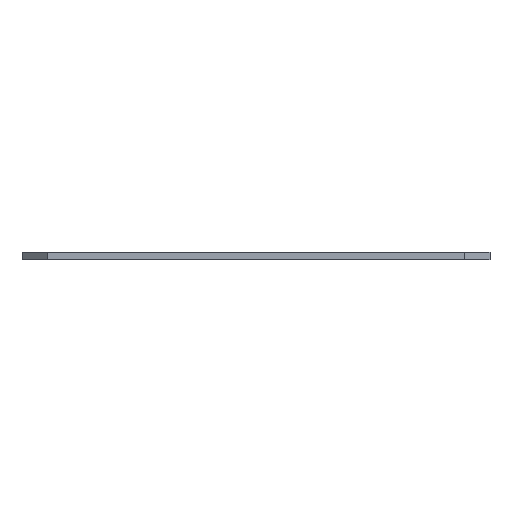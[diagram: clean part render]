
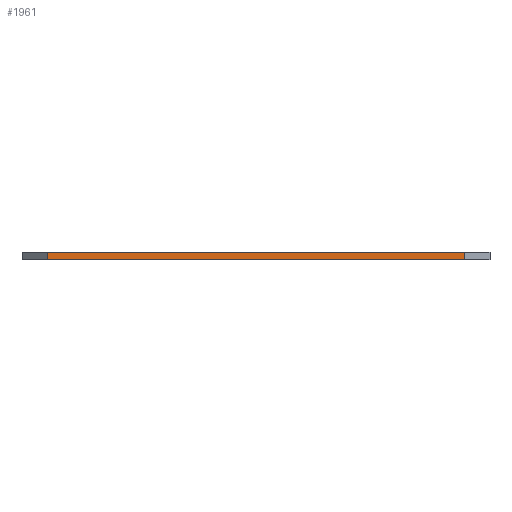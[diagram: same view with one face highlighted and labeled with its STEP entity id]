
A CAD part, left-side view. The second image highlights one B-rep face of the part: STEP entity #1961.
In plain terms, the highlighted planar face has unit normal (-1, 0, 0).
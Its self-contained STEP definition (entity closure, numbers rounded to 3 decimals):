
#131=PLANE('',#2231);
#210=FACE_OUTER_BOUND('',#389,.T.);
#389=EDGE_LOOP('',(#1815,#1816,#1817,#1818));
#407=LINE('',#2888,#516);
#420=LINE('',#3037,#529);
#498=LINE('',#3403,#607);
#499=LINE('',#3405,#608);
#516=VECTOR('',#2269,10.);
#529=VECTOR('',#2412,10.);
#607=VECTOR('',#2838,10.);
#608=VECTOR('',#2841,10.);
#791=VERTEX_POINT('',#2874);
#797=VERTEX_POINT('',#2886);
#867=VERTEX_POINT('',#3034);
#868=VERTEX_POINT('',#3036);
#1003=EDGE_CURVE('',#791,#797,#407,.T.);
#1077=EDGE_CURVE('',#867,#868,#420,.T.);
#1261=EDGE_CURVE('',#797,#868,#498,.T.);
#1262=EDGE_CURVE('',#791,#867,#499,.T.);
#1815=ORIENTED_EDGE('',*,*,#1003,.T.);
#1816=ORIENTED_EDGE('',*,*,#1261,.T.);
#1817=ORIENTED_EDGE('',*,*,#1077,.F.);
#1818=ORIENTED_EDGE('',*,*,#1262,.F.);
#1961=ADVANCED_FACE('',(#210),#131,.T.);
#2231=AXIS2_PLACEMENT_3D('',#3404,#2839,#2840);
#2269=DIRECTION('',(0.,-1.,0.));
#2412=DIRECTION('',(0.,-1.,0.));
#2838=DIRECTION('',(0.,0.,1.));
#2839=DIRECTION('center_axis',(-1.,0.,0.));
#2840=DIRECTION('ref_axis',(0.,-1.,0.));
#2841=DIRECTION('',(0.,0.,1.));
#2874=CARTESIAN_POINT('',(-135.896,203.932,8.5));
#2886=CARTESIAN_POINT('',(-135.896,-127.86,8.5));
#2888=CARTESIAN_POINT('',(-135.896,203.932,8.5));
#3034=CARTESIAN_POINT('',(-135.896,203.932,14.5));
#3036=CARTESIAN_POINT('',(-135.896,-127.86,14.5));
#3037=CARTESIAN_POINT('',(-135.896,203.932,14.5));
#3403=CARTESIAN_POINT('',(-135.896,-127.86,8.5));
#3404=CARTESIAN_POINT('Origin',(-135.896,203.932,8.5));
#3405=CARTESIAN_POINT('',(-135.896,203.932,8.5));
